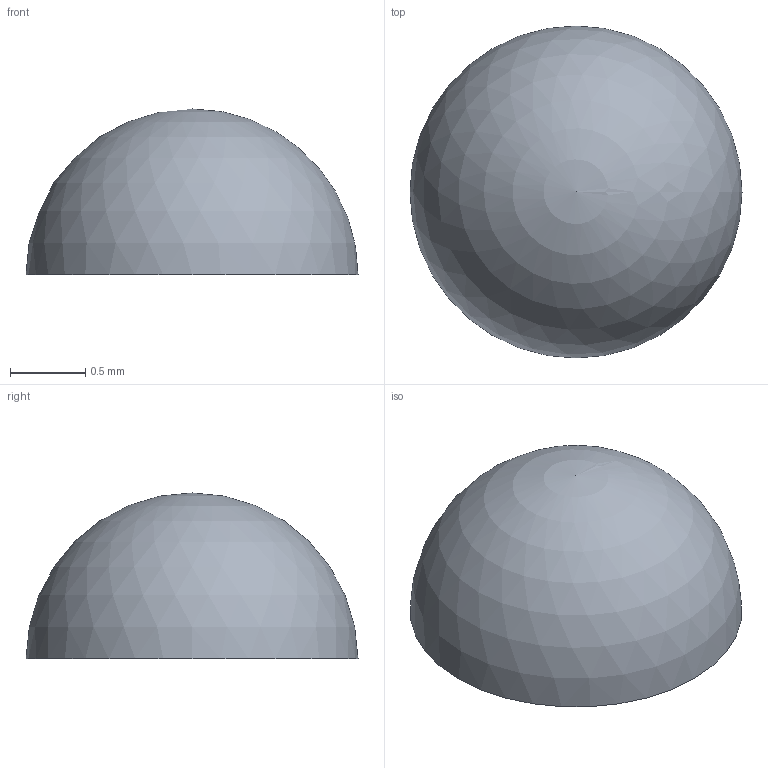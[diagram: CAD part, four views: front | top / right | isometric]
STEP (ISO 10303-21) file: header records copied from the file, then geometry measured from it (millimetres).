
FILE_DESCRIPTION(('Open CASCADE Model'),'2;1');
FILE_NAME('Open CASCADE Shape Model','2023-08-02T08:43:31',('Author'),( 'Open CASCADE'),'Open CASCADE STEP processor 7.7','Open CASCADE 7.7' ,'Unknown');
FILE_SCHEMA(('AUTOMOTIVE_DESIGN { 1 0 10303 214 1 1 1 1 }'));
Length unit declared in the file: millimetre
Products named in the file (1): Open CASCADE STEP translator 7.7 29
Bounding box: 2.2 x 2.2 x 1.1 mm (x, y, z)
Volume: 2.8 mm3; surface area: 11.4 mm2
Topology: 1 solids, 1 shells, 2 faces, 3 edges, 2 vertices
Faces by surface type: sphere 1, plane 1
Entity records: 80 total; most frequent: DIRECTION 14, CARTESIAN_POINT 11, AXIS2_PLACEMENT_3D 5, ORIENTED_EDGE 4, PCURVE 4, DEFINITIONAL_REPRESENTATION 4, CIRCLE 3, LINE 3
